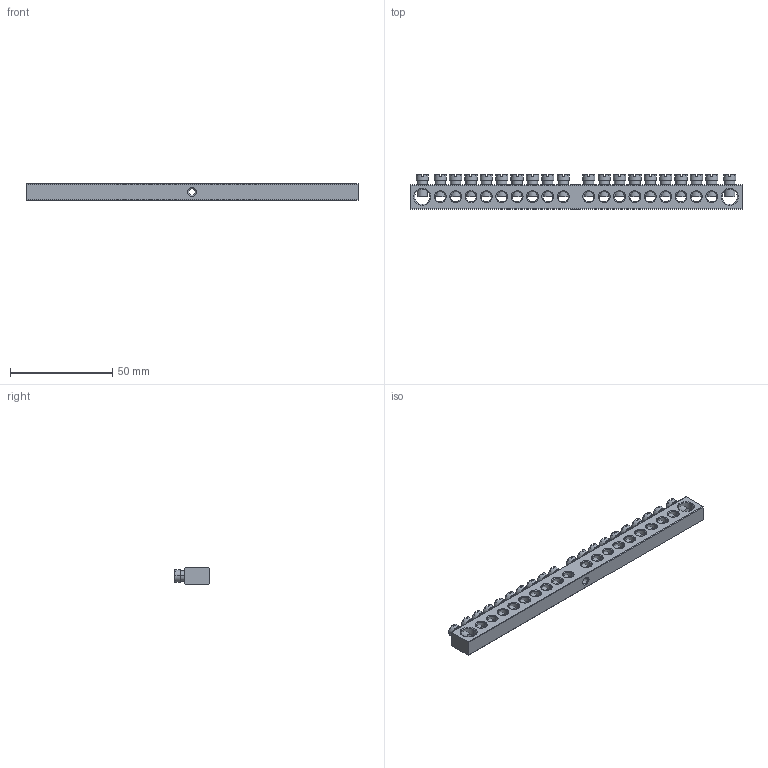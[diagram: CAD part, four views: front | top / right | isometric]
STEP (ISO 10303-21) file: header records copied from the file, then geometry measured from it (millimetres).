
FILE_DESCRIPTION (( 'STEP AP214' ), '1' );
FILE_NAME ('YNN20-20-100 Øèíà PEN çåìëÿ-íîëü 8õ12ìì 20_1 (20ãðóïïû_êðåï ïî öåíòð) ÈÝÊ.STEP', '2016-08-24T13:14:38', ( 'user' ), ( '' ), 'SwSTEP 2.0', 'SolidWorks 2014', '' );
FILE_SCHEMA (( 'AUTOMOTIVE_DESIGN' ));
Length unit declared in the file: millimetre
Products named in the file (3): YNN20-20-100 Øèíà PEN çåìëÿ-íîëü 8õ12ìì 20_1 (20ãðóïïû_êðåï ïî öåíòð) ÈÝÊ; Øèíà ÂõÍ n-1_8å12 20-1; Âèíò_Œ5
Assembly tree (21 placements, depth 2):
  YNN20-20-100 Øèíà PEN çåìëÿ-íîëü 8õ12ìì 20_1 (20ãðóïïû_êðåï ïî öåíòð) ÈÝÊ
    Øèíà ÂõÍ n-1_8å12 20-1
    Âèíò_Œ5  x20
Bounding box: 162 x 16.7 x 8 mm (x, y, z)
Volume: 15163.7 mm3; surface area: 13612.2 mm2
Topology: 21 solids, 21 shells, 1016 faces, 2678 edges, 1724 vertices
Faces by surface type: plane 690, cone 164, cylinder 162
Entity records: 9572 total; most frequent: CARTESIAN_POINT 2589, DIRECTION 1410, ORIENTED_EDGE 1248, EDGE_CURVE 624, AXIS2_PLACEMENT_3D 564, VERTEX_POINT 375, EDGE_LOOP 341, CIRCLE 284
